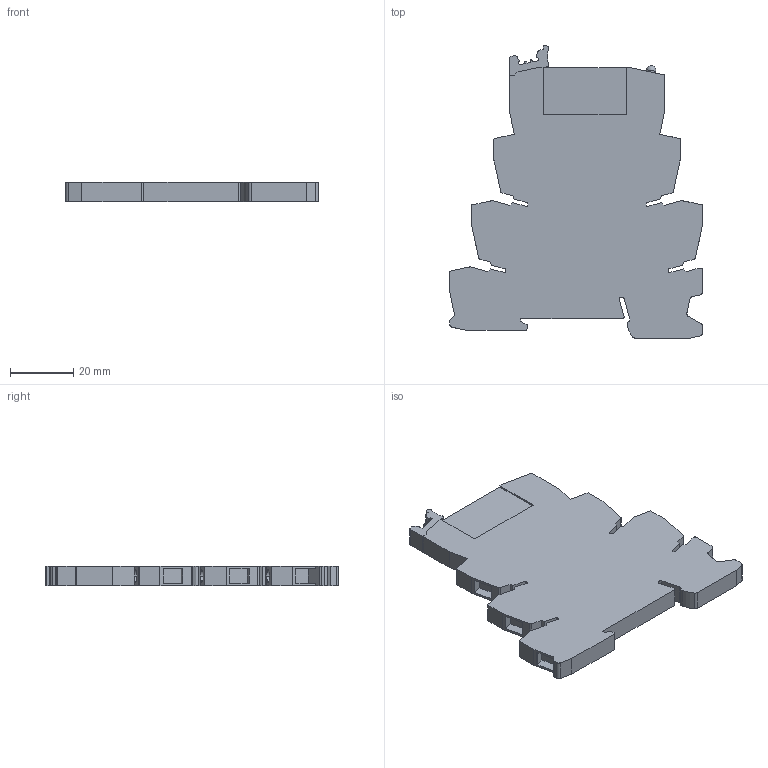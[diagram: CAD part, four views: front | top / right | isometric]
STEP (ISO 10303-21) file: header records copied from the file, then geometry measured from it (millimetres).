
FILE_DESCRIPTION(('SolidDesigner STEP Export'),'2;1');
FILE_NAME('2966184_PLC-RSC_24UC_21_SELECT.stp','2007-08-28T11:45:31',(''),(''),'OneSpace Designer STEP processor for AP214 (Solid Model)','OneSpace Designer 14.50 18-Oct-2006 (C) CoCreate Software GmbH','');
FILE_SCHEMA(('AUTOMOTIVE_DESIGN { 1 0 10303 214 1 1 1 1 }'));
Length unit declared in the file: millimetre
Products named in the file (2): 2966184_PLC-RSC_24UC_21_SELECT
Assembly tree (1 placements, depth 2):
  2966184_PLC-RSC_24UC_21_SELECT
    2966184_PLC-RSC_24UC_21_SELECT
Bounding box: 80 x 92.6 x 6.1 mm (x, y, z)
Volume: 30361 mm3; surface area: 13618.7 mm2
Topology: 1 solids, 1 shells, 226 faces, 644 edges, 423 vertices
Faces by surface type: plane 150, cylinder 74, sphere 2
Entity records: 8274 total; most frequent: ORIENTED_EDGE 1284, CARTESIAN_POINT 1220, DIRECTION 1108, EDGE_CURVE 642, VECTOR 486, LINE 486, VERTEX_POINT 423, AXIS2_PLACEMENT_3D 311
